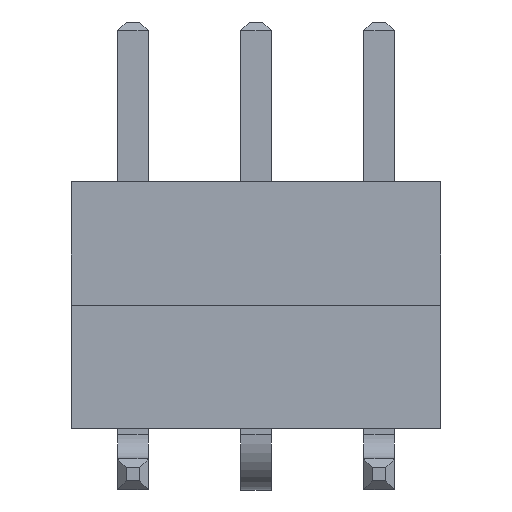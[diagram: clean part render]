
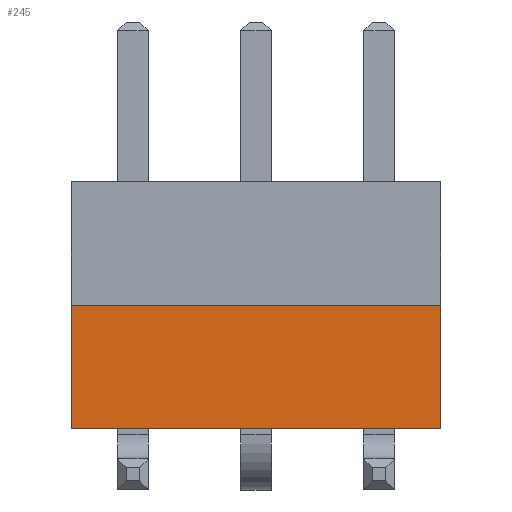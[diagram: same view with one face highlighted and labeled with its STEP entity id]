
A CAD part, top view. The second image highlights one B-rep face of the part: STEP entity #245.
In plain terms, the highlighted planar face has unit normal (0, 0, 1).
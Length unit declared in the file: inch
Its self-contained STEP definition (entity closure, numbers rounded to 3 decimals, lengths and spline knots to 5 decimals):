
#245 = ADVANCED_FACE( '', ( #531 ), #532, .F. );
#531 = FACE_OUTER_BOUND( '', #875, .T. );
#532 = PLANE( '', #876 );
#875 = EDGE_LOOP( '', ( #1388, #1389, #1390, #1391 ) );
#876 = AXIS2_PLACEMENT_3D( '', #1392, #1393, #1394 );
#1388 = ORIENTED_EDGE( '', *, *, #2264, .T. );
#1389 = ORIENTED_EDGE( '', *, *, #2188, .F. );
#1390 = ORIENTED_EDGE( '', *, *, #2265, .F. );
#1391 = ORIENTED_EDGE( '', *, *, #2105, .T. );
#1392 = CARTESIAN_POINT( '', ( -0.15, 0.1, 0.05 ) );
#1393 = DIRECTION( '', ( 0., 0., -1. ) );
#1394 = DIRECTION( '', ( -1., 0., 0. ) );
#2105 = EDGE_CURVE( '', #2495, #2493, #2496, .T. );
#2188 = EDGE_CURVE( '', #2639, #2626, #2641, .T. );
#2264 = EDGE_CURVE( '', #2493, #2626, #2765, .T. );
#2265 = EDGE_CURVE( '', #2495, #2639, #2766, .T. );
#2493 = VERTEX_POINT( '', #3055 );
#2495 = VERTEX_POINT( '', #3058 );
#2496 = LINE( '', #3059, #3060 );
#2626 = VERTEX_POINT( '', #3248 );
#2639 = VERTEX_POINT( '', #3267 );
#2641 = LINE( '', #3270, #3271 );
#2765 = LINE( '', #3456, #3457 );
#2766 = LINE( '', #3458, #3459 );
#3055 = CARTESIAN_POINT( '', ( -0.15, 0., 0.05 ) );
#3058 = CARTESIAN_POINT( '', ( -0.15, 0.1, 0.05 ) );
#3059 = CARTESIAN_POINT( '', ( -0.15, 0.1, 0.05 ) );
#3060 = VECTOR( '', #3869, 39.37008 );
#3248 = CARTESIAN_POINT( '', ( 0.15, 0., 0.05 ) );
#3267 = CARTESIAN_POINT( '', ( 0.15, 0.1, 0.05 ) );
#3270 = CARTESIAN_POINT( '', ( 0.15, 0.1, 0.05 ) );
#3271 = VECTOR( '', #3947, 39.37008 );
#3456 = CARTESIAN_POINT( '', ( -0.15, 0., 0.05 ) );
#3457 = VECTOR( '', #4012, 39.37008 );
#3458 = CARTESIAN_POINT( '', ( -0.15, 0.1, 0.05 ) );
#3459 = VECTOR( '', #4013, 39.37008 );
#3869 = DIRECTION( '', ( 0., -1., 0. ) );
#3947 = DIRECTION( '', ( 0., -1., 0. ) );
#4012 = DIRECTION( '', ( 1., 0., 0. ) );
#4013 = DIRECTION( '', ( 1., 0., 0. ) );
